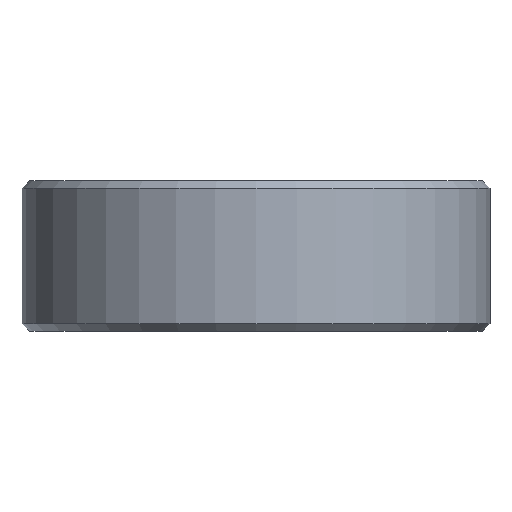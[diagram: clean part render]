
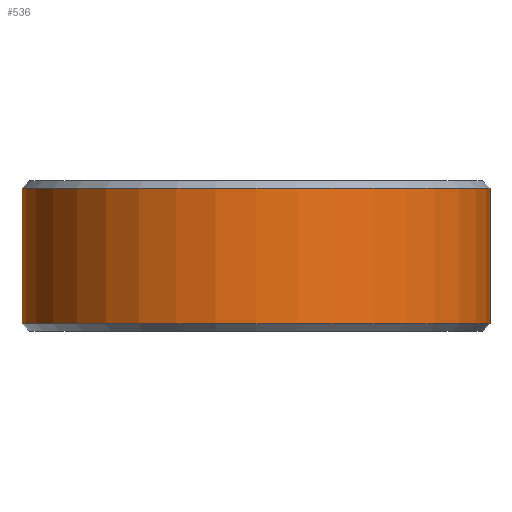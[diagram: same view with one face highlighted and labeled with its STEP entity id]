
A CAD part, front view. The second image highlights one B-rep face of the part: STEP entity #536.
In plain terms, the highlighted cylindrical face has radius 11.113 mm (diameter 22.225 mm), a full revolution.
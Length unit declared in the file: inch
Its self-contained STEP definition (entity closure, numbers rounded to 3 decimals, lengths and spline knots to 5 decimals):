
#77=FACE_OUTER_BOUND('',#111,.T.);
#111=EDGE_LOOP('',(#400,#401,#402,#403,#404,#405));
#152=LINE('',#932,#166);
#166=VECTOR('',#737,0.4375);
#186=CIRCLE('',#612,0.4375);
#187=CIRCLE('',#613,0.4375);
#190=CIRCLE('',#617,0.4375);
#191=CIRCLE('',#618,0.4375);
#244=VERTEX_POINT('',#918);
#245=VERTEX_POINT('',#919);
#248=VERTEX_POINT('',#928);
#249=VERTEX_POINT('',#929);
#314=EDGE_CURVE('',#244,#245,#186,.T.);
#315=EDGE_CURVE('',#245,#244,#187,.T.);
#319=EDGE_CURVE('',#248,#249,#190,.T.);
#320=EDGE_CURVE('',#249,#248,#191,.T.);
#321=EDGE_CURVE('',#249,#245,#152,.T.);
#400=ORIENTED_EDGE('',*,*,#319,.F.);
#401=ORIENTED_EDGE('',*,*,#320,.F.);
#402=ORIENTED_EDGE('',*,*,#321,.T.);
#403=ORIENTED_EDGE('',*,*,#315,.T.);
#404=ORIENTED_EDGE('',*,*,#314,.T.);
#405=ORIENTED_EDGE('',*,*,#321,.F.);
#524=CYLINDRICAL_SURFACE('',#616,0.4375);
#536=ADVANCED_FACE('',(#77),#524,.T.);
#612=AXIS2_PLACEMENT_3D('',#920,#722,#723);
#613=AXIS2_PLACEMENT_3D('',#921,#724,#725);
#616=AXIS2_PLACEMENT_3D('',#927,#731,#732);
#617=AXIS2_PLACEMENT_3D('',#930,#733,#734);
#618=AXIS2_PLACEMENT_3D('',#931,#735,#736);
#722=DIRECTION('center_axis',(0.,0.,1.));
#723=DIRECTION('ref_axis',(1.,0.,0.));
#724=DIRECTION('center_axis',(0.,0.,1.));
#725=DIRECTION('ref_axis',(1.,0.,0.));
#731=DIRECTION('center_axis',(0.,0.,1.));
#732=DIRECTION('ref_axis',(1.,0.,0.));
#733=DIRECTION('center_axis',(0.,0.,1.));
#734=DIRECTION('ref_axis',(1.,0.,0.));
#735=DIRECTION('center_axis',(0.,0.,1.));
#736=DIRECTION('ref_axis',(1.,0.,0.));
#737=DIRECTION('',(0.,0.,-1.));
#918=CARTESIAN_POINT('',(0.4375,0.,-0.12656));
#919=CARTESIAN_POINT('',(-0.4375,0.,-0.12656));
#920=CARTESIAN_POINT('Origin',(0.,0.,-0.12656));
#921=CARTESIAN_POINT('Origin',(0.,0.,-0.12656));
#927=CARTESIAN_POINT('Origin',(0.,0.,0.14063));
#928=CARTESIAN_POINT('',(0.4375,0.,0.12656));
#929=CARTESIAN_POINT('',(-0.4375,0.,0.12656));
#930=CARTESIAN_POINT('Origin',(0.,0.,0.12656));
#931=CARTESIAN_POINT('Origin',(0.,0.,0.12656));
#932=CARTESIAN_POINT('',(-0.4375,0.,0.14063));
